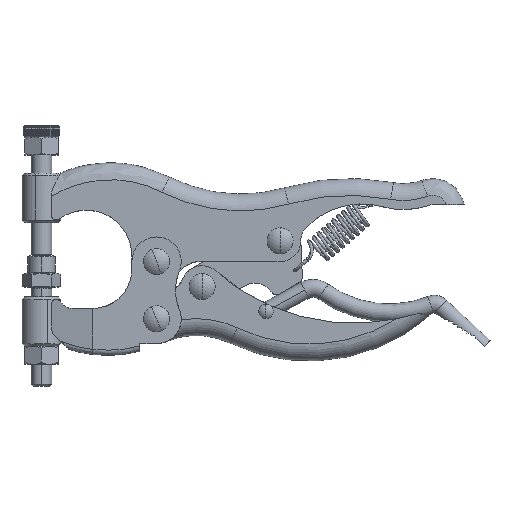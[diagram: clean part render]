
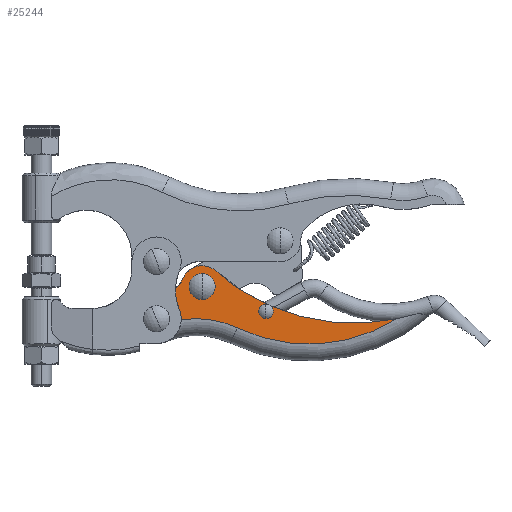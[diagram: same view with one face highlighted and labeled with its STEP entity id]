
A CAD part, top view. The second image highlights one B-rep face of the part: STEP entity #25244.
In plain terms, the highlighted planar face has unit normal (0, 0, 1).
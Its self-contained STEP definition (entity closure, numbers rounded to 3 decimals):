
#504 = ORIENTED_EDGE ( 'NONE', *, *, #14408, .T. ) ;
#885 = DIRECTION ( 'NONE',  ( 0., 0., 1. ) ) ;
#1284 = ORIENTED_EDGE ( 'NONE', *, *, #8377, .T. ) ;
#1407 = DIRECTION ( 'NONE',  ( 0., 0., 1. ) ) ;
#1716 = CARTESIAN_POINT ( 'NONE',  ( 17.54, -9.566, 6.5 ) ) ;
#1953 = DIRECTION ( 'NONE',  ( 1., 0., 0. ) ) ;
#2042 = CARTESIAN_POINT ( 'NONE',  ( 17.54, -4.566, 6.5 ) ) ;
#2621 = DIRECTION ( 'NONE',  ( 0., 0., -1. ) ) ;
#2751 = PLANE ( 'NONE',  #5598 ) ;
#2930 = EDGE_LOOP ( 'NONE', ( #5271, #23872 ) ) ;
#3089 = CARTESIAN_POINT ( 'NONE',  ( 42.092, -19.129, 6.5 ) ) ;
#3193 = ORIENTED_EDGE ( 'NONE', *, *, #8823, .T. ) ;
#3482 = CIRCLE ( 'NONE', #15371, 2.75 ) ;
#3741 = DIRECTION ( 'NONE',  ( 0.816, 0.578, 0. ) ) ;
#4421 = VERTEX_POINT ( 'NONE', #15781 ) ;
#4511 = CIRCLE ( 'NONE', #12493, 9.5 ) ;
#4810 = DIRECTION ( 'NONE',  ( 0.816, 0.578, 0. ) ) ;
#5033 = EDGE_LOOP ( 'NONE', ( #13195, #12436, #11804, #10446, #26259, #6794, #1284, #10513, #504, #21163, #3193 ) ) ;
#5119 = DIRECTION ( 'NONE',  ( 0., 0., 1. ) ) ;
#5169 = DIRECTION ( 'NONE',  ( 1., 0., 0. ) ) ;
#5271 = ORIENTED_EDGE ( 'NONE', *, *, #22585, .F. ) ;
#5598 = AXIS2_PLACEMENT_3D ( 'NONE', #12918, #17000, #4810 ) ;
#5768 = CIRCLE ( 'NONE', #22930, 80. ) ;
#5809 = EDGE_CURVE ( 'NONE', #8584, #25190, #19749, .T. ) ;
#6070 = VERTEX_POINT ( 'NONE', #23426 ) ;
#6181 = CIRCLE ( 'NONE', #23660, 5. ) ;
#6431 = CIRCLE ( 'NONE', #18971, 2.75 ) ;
#6551 = EDGE_CURVE ( 'NONE', #25190, #19372, #4511, .T. ) ;
#6794 = ORIENTED_EDGE ( 'NONE', *, *, #21172, .T. ) ;
#6903 = EDGE_CURVE ( 'NONE', #6070, #8427, #5768, .T. ) ;
#7622 = VERTEX_POINT ( 'NONE', #15051 ) ;
#8253 = DIRECTION ( 'NONE',  ( 0., 0., -1. ) ) ;
#8377 = EDGE_CURVE ( 'NONE', #7622, #26101, #11736, .T. ) ;
#8427 = VERTEX_POINT ( 'NONE', #18624 ) ;
#8540 = DIRECTION ( 'NONE',  ( 0., 0., -1. ) ) ;
#8570 = AXIS2_PLACEMENT_3D ( 'NONE', #23393, #11146, #25472 ) ;
#8584 = VERTEX_POINT ( 'NONE', #25429 ) ;
#8823 = EDGE_CURVE ( 'NONE', #14868, #8584, #20654, .T. ) ;
#9110 = AXIS2_PLACEMENT_3D ( 'NONE', #9961, #24252, #11999 ) ;
#9477 = CARTESIAN_POINT ( 'NONE',  ( 10.178, -6.437, 6.5 ) ) ;
#9737 = DIRECTION ( 'NONE',  ( 0., 0., -1. ) ) ;
#9804 = VERTEX_POINT ( 'NONE', #20847 ) ;
#9961 = CARTESIAN_POINT ( 'NONE',  ( 0.975, -2.524, 6.5 ) ) ;
#10167 = FACE_OUTER_BOUND ( 'NONE', #5033, .T. ) ;
#10270 = EDGE_CURVE ( 'NONE', #9804, #14868, #10343, .T. ) ;
#10343 = CIRCLE ( 'NONE', #17591, 8. ) ;
#10446 = ORIENTED_EDGE ( 'NONE', *, *, #18756, .T. ) ;
#10513 = ORIENTED_EDGE ( 'NONE', *, *, #17067, .T. ) ;
#10698 = CARTESIAN_POINT ( 'NONE',  ( 8.764, -18.333, 6.5 ) ) ;
#11146 = DIRECTION ( 'NONE',  ( 0., 0., 1. ) ) ;
#11682 = CARTESIAN_POINT ( 'NONE',  ( 75.897, 56.301, 6.5 ) ) ;
#11736 = CIRCLE ( 'NONE', #22972, 2.75 ) ;
#11804 = ORIENTED_EDGE ( 'NONE', *, *, #23315, .T. ) ;
#11999 = DIRECTION ( 'NONE',  ( 0.816, 0.578, 0. ) ) ;
#12046 = AXIS2_PLACEMENT_3D ( 'NONE', #20494, #8253, #22559 ) ;
#12436 = ORIENTED_EDGE ( 'NONE', *, *, #6551, .T. ) ;
#12493 = AXIS2_PLACEMENT_3D ( 'NONE', #14822, #2621, #16856 ) ;
#12918 = CARTESIAN_POINT ( 'NONE',  ( 75.897, 56.301, 6.5 ) ) ;
#13070 = CARTESIAN_POINT ( 'NONE',  ( 17.54, -9.566, 6.5 ) ) ;
#13195 = ORIENTED_EDGE ( 'NONE', *, *, #5809, .T. ) ;
#13597 = CARTESIAN_POINT ( 'NONE',  ( 26.292, -11., 6.5 ) ) ;
#13729 = DIRECTION ( 'NONE',  ( 0.816, 0.578, 0. ) ) ;
#14134 = DIRECTION ( 'NONE',  ( 0., 0., -1. ) ) ;
#14408 = EDGE_CURVE ( 'NONE', #4421, #9804, #21227, .T. ) ;
#14822 = CARTESIAN_POINT ( 'NONE',  ( 0., -22., 6.5 ) ) ;
#14868 = VERTEX_POINT ( 'NONE', #9477 ) ;
#15051 = CARTESIAN_POINT ( 'NONE',  ( 42.092, -21.879, 6.5 ) ) ;
#15127 = DIRECTION ( 'NONE',  ( 1., 0., 0. ) ) ;
#15306 = VERTEX_POINT ( 'NONE', #23134 ) ;
#15371 = AXIS2_PLACEMENT_3D ( 'NONE', #3089, #17358, #5169 ) ;
#15648 = DIRECTION ( 'NONE',  ( -1., 0., 0. ) ) ;
#15781 = CARTESIAN_POINT ( 'NONE',  ( 42.549, -16.417, 6.5 ) ) ;
#15953 = DIRECTION ( 'NONE',  ( 0., 0., 1. ) ) ;
#16185 = CARTESIAN_POINT ( 'NONE',  ( 42.092, -16.379, 6.5 ) ) ;
#16856 = DIRECTION ( 'NONE',  ( -1., 0., 0. ) ) ;
#17000 = DIRECTION ( 'NONE',  ( 0., 0., 1. ) ) ;
#17067 = EDGE_CURVE ( 'NONE', #26101, #4421, #3482, .T. ) ;
#17291 = VERTEX_POINT ( 'NONE', #17997 ) ;
#17315 = CARTESIAN_POINT ( 'NONE',  ( 17.54, -9.566, 6.5 ) ) ;
#17358 = DIRECTION ( 'NONE',  ( 0., 0., -1. ) ) ;
#17591 = AXIS2_PLACEMENT_3D ( 'NONE', #1716, #15953, #3741 ) ;
#17927 = CIRCLE ( 'NONE', #21635, 36.5 ) ;
#17997 = CARTESIAN_POINT ( 'NONE',  ( 17.54, -14.566, 6.5 ) ) ;
#18254 = CIRCLE ( 'NONE', #22141, 5. ) ;
#18620 = AXIS2_PLACEMENT_3D ( 'NONE', #13597, #1407, #15648 ) ;
#18624 = CARTESIAN_POINT ( 'NONE',  ( 43.813, -16.984, 6.5 ) ) ;
#18756 = EDGE_CURVE ( 'NONE', #15306, #6070, #21918, .T. ) ;
#18971 = AXIS2_PLACEMENT_3D ( 'NONE', #26421, #14134, #1953 ) ;
#19362 = DIRECTION ( 'NONE',  ( 1., 0., 0. ) ) ;
#19372 = VERTEX_POINT ( 'NONE', #19850 ) ;
#19749 = CIRCLE ( 'NONE', #18620, 19. ) ;
#19850 = CARTESIAN_POINT ( 'NONE',  ( 9.493, -22.375, 6.5 ) ) ;
#20362 = FACE_BOUND ( 'NONE', #2930, .T. ) ;
#20494 = CARTESIAN_POINT ( 'NONE',  ( 75.897, 56.301, 6.5 ) ) ;
#20654 = CIRCLE ( 'NONE', #9110, 10. ) ;
#20785 = CARTESIAN_POINT ( 'NONE',  ( 42.092, -19.129, 6.5 ) ) ;
#20847 = CARTESIAN_POINT ( 'NONE',  ( 22.845, -3.579, 6.5 ) ) ;
#21163 = ORIENTED_EDGE ( 'NONE', *, *, #10270, .T. ) ;
#21172 = EDGE_CURVE ( 'NONE', #8427, #7622, #6431, .T. ) ;
#21227 = CIRCLE ( 'NONE', #12046, 80. ) ;
#21635 = AXIS2_PLACEMENT_3D ( 'NONE', #21967, #9737, #24042 ) ;
#21918 = CIRCLE ( 'NONE', #8570, 63.5 ) ;
#21967 = CARTESIAN_POINT ( 'NONE',  ( 15.326, -58.405, 6.5 ) ) ;
#22141 = AXIS2_PLACEMENT_3D ( 'NONE', #17315, #5119, #19362 ) ;
#22559 = DIRECTION ( 'NONE',  ( 0.816, 0.578, 0. ) ) ;
#22585 = EDGE_CURVE ( 'NONE', #24336, #17291, #6181, .T. ) ;
#22843 = DIRECTION ( 'NONE',  ( 1., 0., 0. ) ) ;
#22930 = AXIS2_PLACEMENT_3D ( 'NONE', #11682, #26008, #13729 ) ;
#22972 = AXIS2_PLACEMENT_3D ( 'NONE', #20785, #8540, #22843 ) ;
#23134 = CARTESIAN_POINT ( 'NONE',  ( 31.106, -25.493, 6.5 ) ) ;
#23198 = EDGE_CURVE ( 'NONE', #17291, #24336, #18254, .T. ) ;
#23315 = EDGE_CURVE ( 'NONE', #19372, #15306, #17927, .T. ) ;
#23393 = CARTESIAN_POINT ( 'NONE',  ( 58.558, 31.767, 6.5 ) ) ;
#23426 = CARTESIAN_POINT ( 'NONE',  ( 92.364, -21.986, 6.5 ) ) ;
#23660 = AXIS2_PLACEMENT_3D ( 'NONE', #13070, #885, #15127 ) ;
#23872 = ORIENTED_EDGE ( 'NONE', *, *, #23198, .F. ) ;
#24042 = DIRECTION ( 'NONE',  ( 0.816, 0.578, 0. ) ) ;
#24252 = DIRECTION ( 'NONE',  ( 0., 0., -1. ) ) ;
#24336 = VERTEX_POINT ( 'NONE', #2042 ) ;
#25190 = VERTEX_POINT ( 'NONE', #10698 ) ;
#25244 = ADVANCED_FACE ( 'NONE', ( #20362, #10167 ), #2751, .T. ) ;
#25429 = CARTESIAN_POINT ( 'NONE',  ( 7.306, -10.265, 6.5 ) ) ;
#25472 = DIRECTION ( 'NONE',  ( 0.816, 0.578, 0. ) ) ;
#26008 = DIRECTION ( 'NONE',  ( 0., 0., -1. ) ) ;
#26101 = VERTEX_POINT ( 'NONE', #16185 ) ;
#26259 = ORIENTED_EDGE ( 'NONE', *, *, #6903, .T. ) ;
#26421 = CARTESIAN_POINT ( 'NONE',  ( 42.092, -19.129, 6.5 ) ) ;
